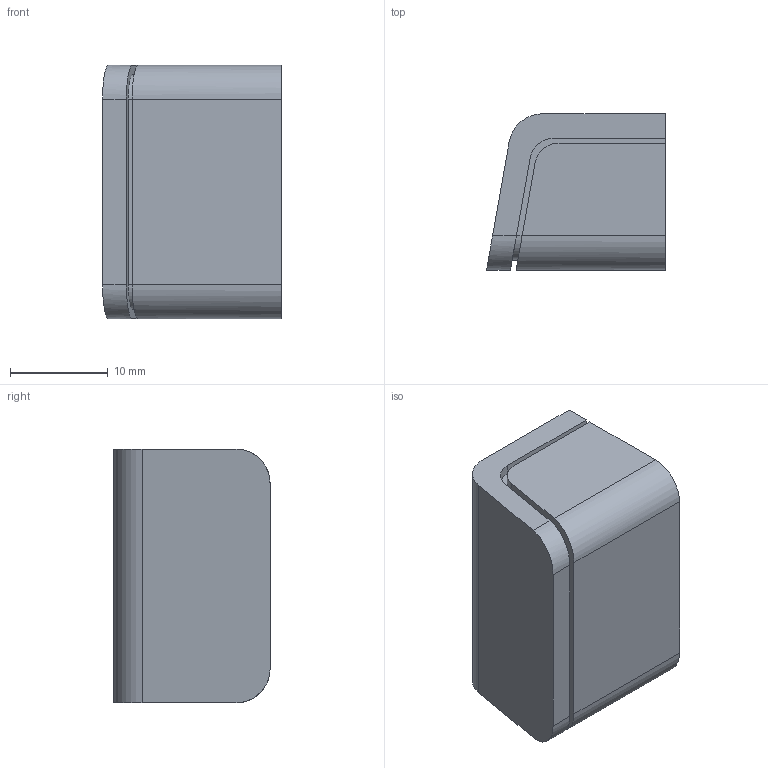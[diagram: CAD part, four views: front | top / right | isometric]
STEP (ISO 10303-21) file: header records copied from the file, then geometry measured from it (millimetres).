
FILE_DESCRIPTION(/* description */ (''),/* implementation_level */ '2;1');
FILE_NAME(/* name */ 'Tapa.step',/* time_stamp */ '2018-05-15T18:19:03+01:00',/* author */ ('deipalmer99'),/* organization */ (''),/* preprocessor_version */ 'ST-DEVELOPER v17',/* originating_system */ 'Autodesk Translation Framework v7.1.0.215',/* authorisation */ '');
FILE_SCHEMA (('AUTOMOTIVE_DESIGN { 1 0 10303 214 3 1 1 }'));
Length unit declared in the file: millimetre
Products named in the file (1): tapa
Bounding box: 18.32 x 16 x 26 mm (x, y, z)
Volume: 3084.6 mm3; surface area: 3741.1 mm2
Topology: 1 solids, 1 shells, 73 faces, 209 edges, 139 vertices
Faces by surface type: plane 60, cylinder 13
Entity records: 2418 total; most frequent: CARTESIAN_POINT 422, ORIENTED_EDGE 418, DIRECTION 384, EDGE_CURVE 209, LINE 182, VECTOR 182, VERTEX_POINT 139, AXIS2_PLACEMENT_3D 101
